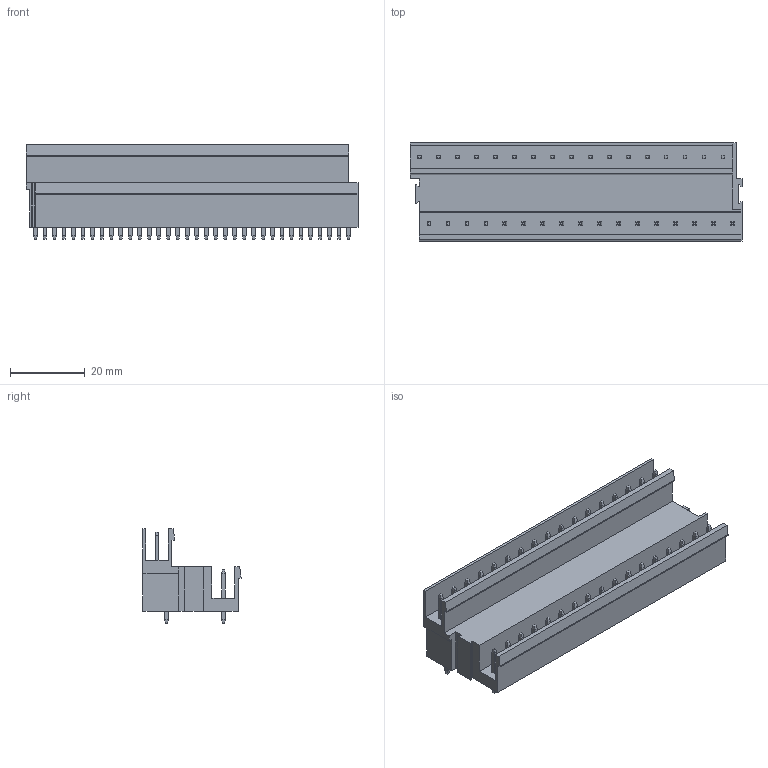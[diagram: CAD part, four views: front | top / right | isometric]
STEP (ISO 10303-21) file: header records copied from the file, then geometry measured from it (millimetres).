
FILE_DESCRIPTION(('CATIA V5 STEP Exchange','CAx-IF Rec.Pracs.--- Model Styling and Organization---1.2---2011-12-15'),'2;1');
FILE_NAME ('D1454967_0_1725800000_1725800000.stp','2018-11-10T04:48:11+00:00',('none'),('Weidmueller'),'CATIA Version 5-6 Release 2014','CATIA V5 STEP AP214','none');
FILE_SCHEMA(('AUTOMOTIVE_DESIGN { 1 0 10303 214 1 1 1 1 }'));
Length unit declared in the file: millimetre
Products named in the file (1): 1725800000
Bounding box: 88.9 x 26.28 x 25.36 mm (x, y, z)
Volume: 24851.2 mm3; surface area: 15886.6 mm2
Topology: 35 solids, 35 shells, 931 faces, 2311 edges, 1450 vertices
Faces by surface type: plane 795, cylinder 136
Entity records: 23870 total; most frequent: ORIENTED_EDGE 4622, CARTESIAN_POINT 4379, DIRECTION 2729, EDGE_CURVE 2311, VECTOR 1767, LINE 1767, VERTEX_POINT 1450, EDGE_LOOP 999
